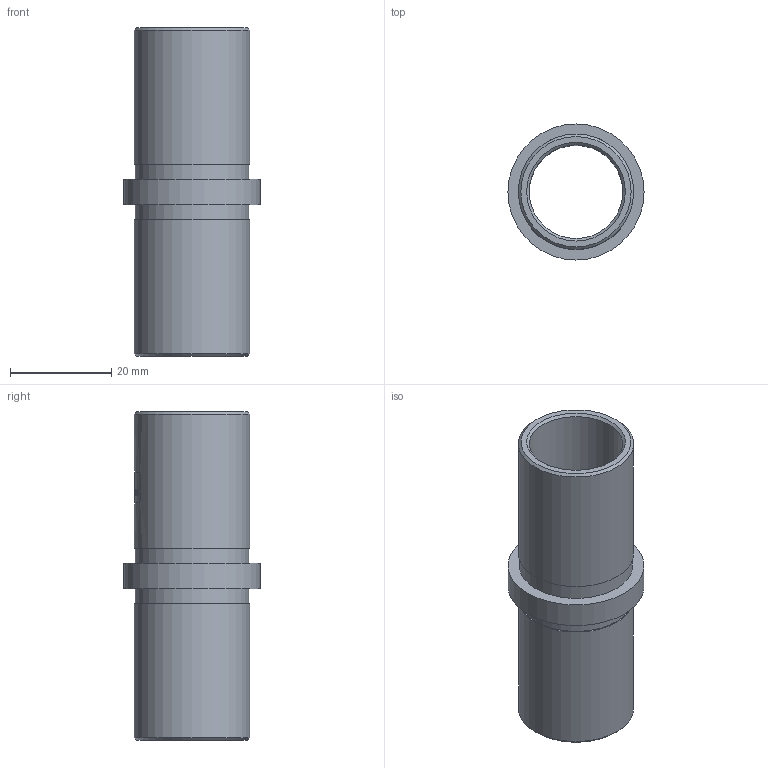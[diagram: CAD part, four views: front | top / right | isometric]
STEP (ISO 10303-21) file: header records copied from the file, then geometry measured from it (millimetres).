
FILE_DESCRIPTION (( 'STEP AP203' ), '1' );
FILE_NAME ('50026-240.step', '2021-11-25T13:45:39', ( '' ), ( '' ), 'SwSTEP 2.0', 'SolidWorks 2018', '' );
FILE_SCHEMA (( 'CONFIG_CONTROL_DESIGN' ));
Length unit declared in the file: millimetre
Products named in the file (2): 50026-240
Bounding box: 26.9 x 26.9 x 65 mm (x, y, z)
Volume: 9741.4 mm3; surface area: 9089 mm2
Topology: 1 solids, 1 shells, 416 faces, 1090 edges, 726 vertices
Faces by surface type: bspline 179, plane 177, cylinder 56, cone 4
Full cylindrical faces by diameter (mm): 18.5 x1, 22.4 x2, 22.8 x2, 26.9 x1
Entity records: 20346 total; most frequent: CARTESIAN_POINT 11368, ORIENTED_EDGE 2156, DIRECTION 1240, EDGE_CURVE 1078, VERTEX_POINT 724, EDGE_LOOP 478, LINE 470, VECTOR 470
